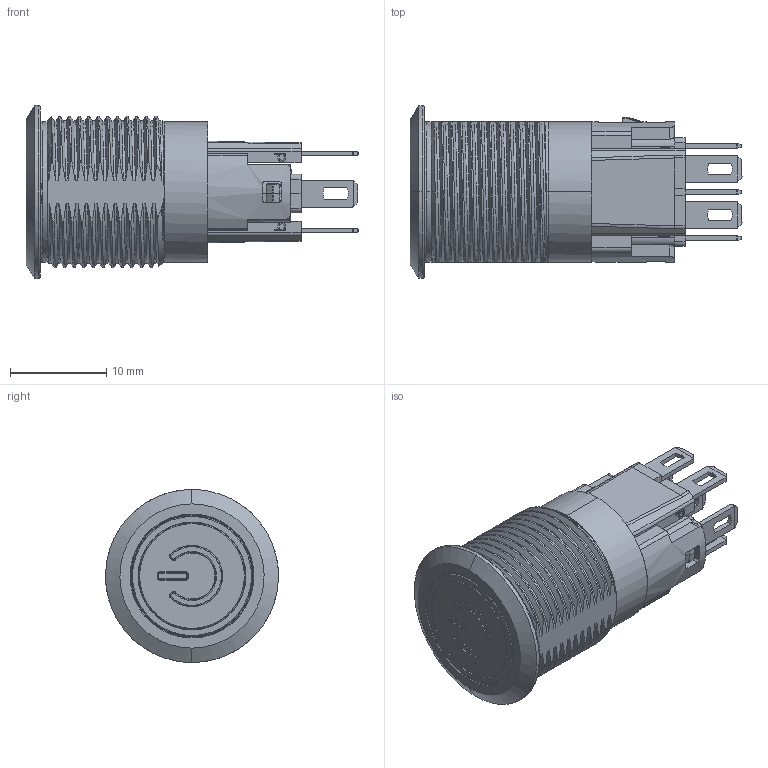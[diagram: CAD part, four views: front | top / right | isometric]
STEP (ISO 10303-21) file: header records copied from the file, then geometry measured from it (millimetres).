
FILE_DESCRIPTION(/* description */ (''),/* implementation_level */ '2;1');
FILE_NAME(/* name */ 'PVB3F2x0xx6Rx.stp',/* time_stamp */ '2025-03-20T08:15:30-05:00',/* author */ ('jsteinblock'),/* organization */ (''),/* preprocessor_version */ 'ST-DEVELOPER v20',/* originating_system */ 'Autodesk Inventor 2022',/* authorisation */ '');
FILE_SCHEMA (('AUTOMOTIVE_DESIGN { 1 0 10303 214 3 1 1 }'));
Products named in the file (1): PVB3F2x0xx6Rx
Bounding box: 34.54 x 18 x 18 mm (x, y, z)
Volume: 1491.8 mm3; surface area: 5217.2 mm2
Topology: 5 solids, 5 shells, 1172 faces, 3385 edges, 2212 vertices
Faces by surface type: plane 747, bspline 336, cylinder 45, torus 31, sphere 7, cone 6
Full cylindrical faces by diameter (mm): 10 x1, 10.5 x1, 11.1 x1, 11.2 x1, 12.6 x1
Entity records: 74994 total; most frequent: CARTESIAN_POINT 46845, ORIENTED_EDGE 6770, DIRECTION 4313, EDGE_CURVE 3385, VERTEX_POINT 2212, LINE 2185, VECTOR 2185, EDGE_LOOP 1225
